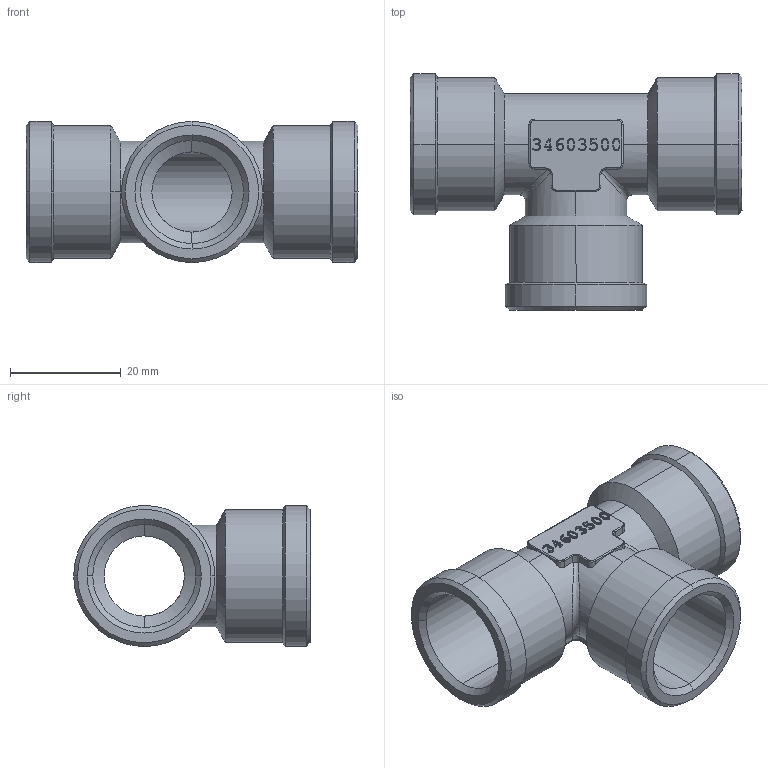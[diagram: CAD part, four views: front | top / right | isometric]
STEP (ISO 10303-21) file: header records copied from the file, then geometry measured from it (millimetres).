
FILE_DESCRIPTION(('STEP AP214'),'1');
FILE_NAME('0915_00_21.stp','2016-07-07T14:19:36',('TraceParts'),('TraceParts S.A.'),'Spatial InterOp 3D',' ',' ');
FILE_SCHEMA(('automotive_design'));
Length unit declared in the file: millimetre
Products named in the file (1): Import_e1
Bounding box: 60 x 42.75 x 25.5 mm (x, y, z)
Volume: 13041.3 mm3; surface area: 10959.8 mm2
Topology: 1 solids, 1 shells, 393 faces, 1085 edges, 706 vertices
Faces by surface type: bspline 235, plane 68, cylinder 60, cone 30
Entity records: 17965 total; most frequent: CARTESIAN_POINT 6332, ORIENTED_EDGE 2170, EDGE_CURVE 1085, DIRECTION 1075, VERTEX_POINT 706, B_SPLINE_CURVE_WITH_KNOTS 467, LINE 453, VECTOR 453
